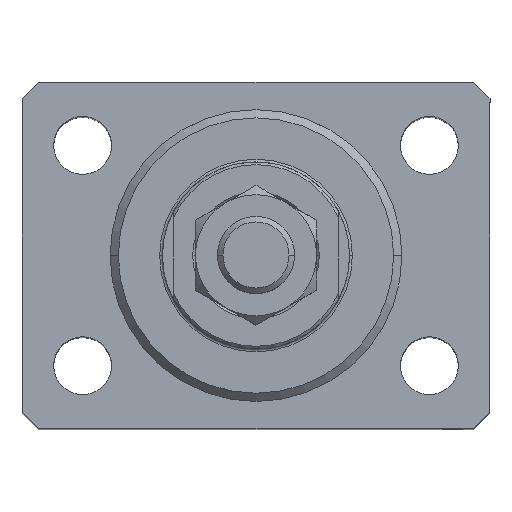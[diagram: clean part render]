
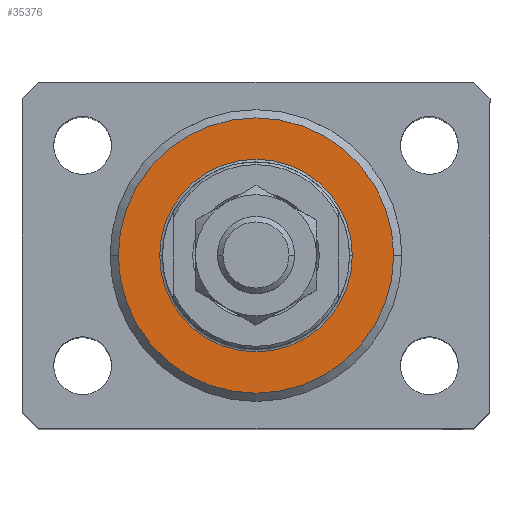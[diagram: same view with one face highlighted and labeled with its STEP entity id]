
A CAD part, top view. The second image highlights one B-rep face of the part: STEP entity #35376.
In plain terms, the highlighted face is planar.
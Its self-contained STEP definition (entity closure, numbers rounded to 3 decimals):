
#98 = CARTESIAN_POINT ( 'NONE',  ( 25., 0., 0. ) ) ;
#2326 = CARTESIAN_POINT ( 'NONE',  ( 0., 0., 0. ) ) ;
#2444 = CARTESIAN_POINT ( 'NONE',  ( -25., 0., 0. ) ) ;
#5373 = CARTESIAN_POINT ( 'NONE',  ( 0., 0., 0. ) ) ;
#7736 = CIRCLE ( 'NONE', #45623, 17.5 ) ;
#8109 = VERTEX_POINT ( 'NONE', #13295 ) ;
#9217 = CARTESIAN_POINT ( 'NONE',  ( 0., 0., 0. ) ) ;
#9332 = PLANE ( 'NONE',  #32871 ) ;
#9859 = AXIS2_PLACEMENT_3D ( 'NONE', #19764, #20219, #34412 ) ;
#10865 = VERTEX_POINT ( 'NONE', #11873 ) ;
#11873 = CARTESIAN_POINT ( 'NONE',  ( -17.5, 0., 0. ) ) ;
#12939 = EDGE_CURVE ( 'NONE', #24614, #15725, #21022, .T. ) ;
#13295 = CARTESIAN_POINT ( 'NONE',  ( 17.5, 0., 0. ) ) ;
#15725 = VERTEX_POINT ( 'NONE', #98 ) ;
#16772 = DIRECTION ( 'NONE',  ( 0., 0., 1. ) ) ;
#16774 = FACE_OUTER_BOUND ( 'NONE', #16983, .T. ) ;
#16983 = EDGE_LOOP ( 'NONE', ( #45247, #18012 ) ) ;
#18012 = ORIENTED_EDGE ( 'NONE', *, *, #12939, .T. ) ;
#19586 = DIRECTION ( 'NONE',  ( 1., 0., 0. ) ) ;
#19764 = CARTESIAN_POINT ( 'NONE',  ( 0., 0., 0. ) ) ;
#20219 = DIRECTION ( 'NONE',  ( 0., 0., -1. ) ) ;
#21022 = CIRCLE ( 'NONE', #9859, 25. ) ;
#23815 = AXIS2_PLACEMENT_3D ( 'NONE', #5373, #16772, #19586 ) ;
#24052 = EDGE_LOOP ( 'NONE', ( #29007, #24642 ) ) ;
#24614 = VERTEX_POINT ( 'NONE', #2444 ) ;
#24642 = ORIENTED_EDGE ( 'NONE', *, *, #45377, .T. ) ;
#25213 = AXIS2_PLACEMENT_3D ( 'NONE', #9217, #26899, #35201 ) ;
#26899 = DIRECTION ( 'NONE',  ( 0., 0., -1. ) ) ;
#27652 = EDGE_CURVE ( 'NONE', #15725, #24614, #34878, .T. ) ;
#28373 = CARTESIAN_POINT ( 'NONE',  ( 0., 0., 0. ) ) ;
#29007 = ORIENTED_EDGE ( 'NONE', *, *, #31805, .T. ) ;
#30961 = DIRECTION ( 'NONE',  ( 1., 0., 0. ) ) ;
#31805 = EDGE_CURVE ( 'NONE', #8109, #10865, #43890, .T. ) ;
#32871 = AXIS2_PLACEMENT_3D ( 'NONE', #2326, #38394, #30961 ) ;
#34412 = DIRECTION ( 'NONE',  ( 1., 0., 0. ) ) ;
#34878 = CIRCLE ( 'NONE', #25213, 25. ) ;
#34912 = FACE_BOUND ( 'NONE', #24052, .T. ) ;
#35201 = DIRECTION ( 'NONE',  ( 1., 0., 0. ) ) ;
#35376 = ADVANCED_FACE ( 'NONE', ( #34912, #16774 ), #9332, .F. ) ;
#38394 = DIRECTION ( 'NONE',  ( 0., 0., 1. ) ) ;
#39069 = DIRECTION ( 'NONE',  ( 0., 0., 1. ) ) ;
#39771 = DIRECTION ( 'NONE',  ( 1., 0., 0. ) ) ;
#43890 = CIRCLE ( 'NONE', #23815, 17.5 ) ;
#45247 = ORIENTED_EDGE ( 'NONE', *, *, #27652, .T. ) ;
#45377 = EDGE_CURVE ( 'NONE', #10865, #8109, #7736, .T. ) ;
#45623 = AXIS2_PLACEMENT_3D ( 'NONE', #28373, #39069, #39771 ) ;
